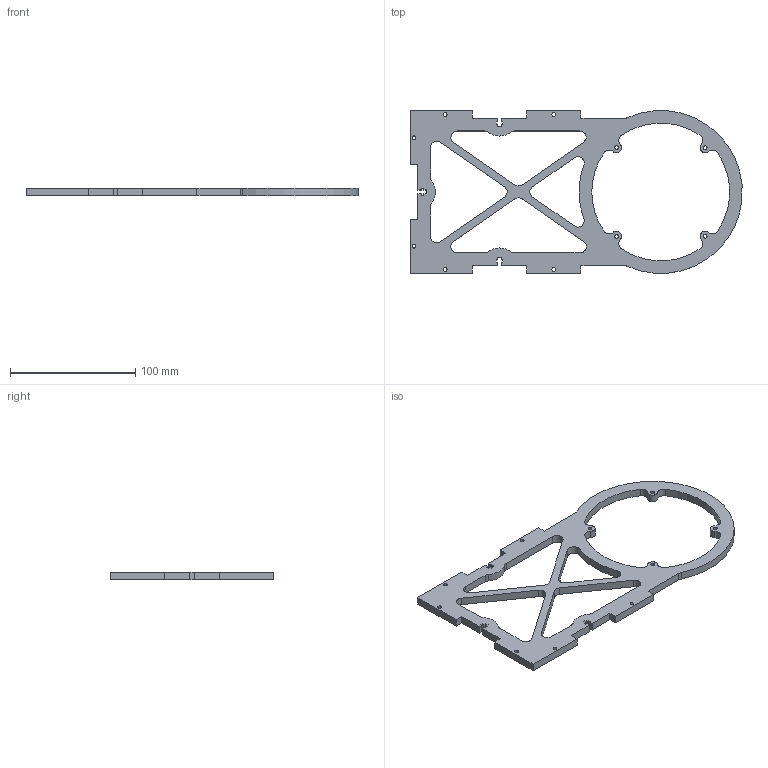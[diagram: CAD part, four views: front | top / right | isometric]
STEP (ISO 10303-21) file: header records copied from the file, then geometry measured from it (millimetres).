
FILE_DESCRIPTION (( 'STEP AP214' ), '1' );
FILE_NAME ('chassis side plate.STEP', '2022-10-27T05:41:48', ( '' ), ( '' ), 'SwSTEP 2.0', 'SolidWorks 2020', '' );
FILE_SCHEMA (( 'AUTOMOTIVE_DESIGN' ));
Length unit declared in the file: millimetre
Products named in the file (1): chassis side plate
Bounding box: 264.75 x 130 x 6.35 mm (x, y, z)
Volume: 77415.9 mm3; surface area: 38373.9 mm2
Topology: 1 solids, 1 shells, 141 faces, 417 edges, 278 vertices
Faces by surface type: plane 71, cylinder 70
Entity records: 4845 total; most frequent: DIRECTION 841, CARTESIAN_POINT 837, ORIENTED_EDGE 834, EDGE_CURVE 417, AXIS2_PLACEMENT_3D 282, VERTEX_POINT 278, VECTOR 277, LINE 277
